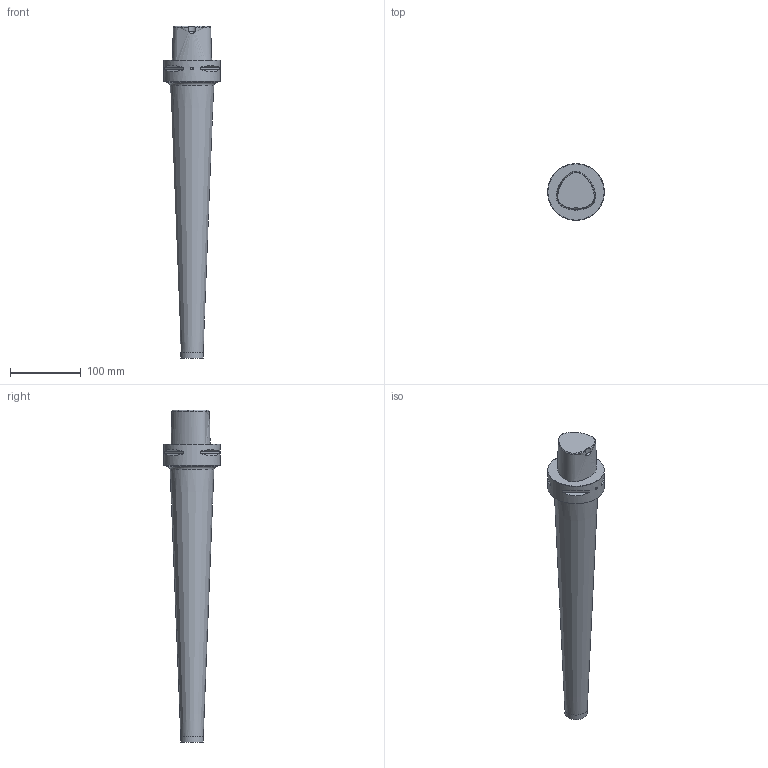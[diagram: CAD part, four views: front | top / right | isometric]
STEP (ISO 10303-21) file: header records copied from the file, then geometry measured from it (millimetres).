
FILE_DESCRIPTION(/* description */ (''),/* implementation_level */ '2;1');
FILE_NAME(/* name */ '1529480818352.stp',/* time_stamp */ '2018-06-20T09:47:04+02:00',/* author */ (''),/* organization */ ('SMS'),/* preprocessor_version */ 'ST-DEVELOPER v15',/* originating_system */ 'SIEMENS PLM Software NX 8.5',/* authorisation */ '');
FILE_SCHEMA (('AUTOMOTIVE_DESIGN { 1 0 10303 214 3 1 1 1 }'));
Length unit declared in the file: millimetre
Products named in the file (1): C8-EH25D-420
Bounding box: 80 x 80 x 468 mm (x, y, z)
Volume: 948866.7 mm3; surface area: 80324.9 mm2
Topology: 1 solids, 1 shells, 36 faces, 85 edges, 59 vertices
Faces by surface type: plane 15, cylinder 12, cone 6, bspline 2, torus 1
Full cylindrical faces by diameter (mm): 4 x1, 31.7 x1, 80 x1
Entity records: 1816 total; most frequent: CARTESIAN_POINT 1034, ORIENTED_EDGE 140, DIRECTION 138, EDGE_CURVE 70, AXIS2_PLACEMENT_3D 57, VERTEX_POINT 51, EDGE_LOOP 50, ADVANCED_FACE 36
